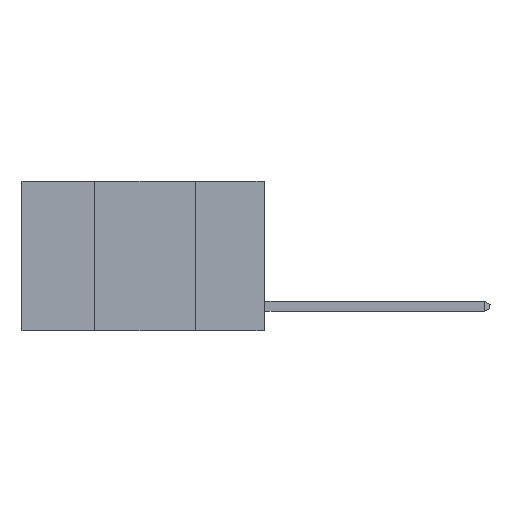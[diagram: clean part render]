
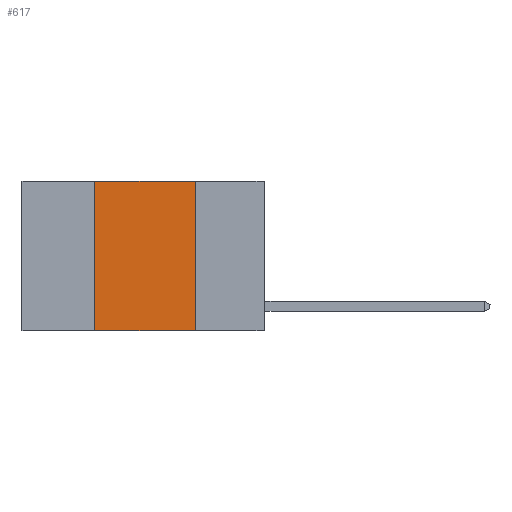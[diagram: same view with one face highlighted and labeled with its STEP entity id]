
A CAD part, left-side view. The second image highlights one B-rep face of the part: STEP entity #617.
In plain terms, the highlighted planar face has unit normal (-1, 0, 0).
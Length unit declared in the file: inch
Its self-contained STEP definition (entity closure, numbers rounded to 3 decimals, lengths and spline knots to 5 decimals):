
#86 = EDGE_CURVE ( 'NONE', #14809, #5594, #11506, .T. ) ;
#617 = ADVANCED_FACE ( 'NONE', ( #13870 ), #13051, .F. ) ;
#847 = ORIENTED_EDGE ( 'NONE', *, *, #2600, .F. ) ;
#962 = ORIENTED_EDGE ( 'NONE', *, *, #11834, .F. ) ;
#1933 = CARTESIAN_POINT ( 'NONE',  ( 0., 0.17, -0.37 ) ) ;
#2020 = VECTOR ( 'NONE', #4469, 39.37008 ) ;
#2600 = EDGE_CURVE ( 'NONE', #11338, #5594, #15101, .T. ) ;
#2870 = ORIENTED_EDGE ( 'NONE', *, *, #86, .T. ) ;
#3195 = DIRECTION ( 'NONE',  ( 0., -1., 0. ) ) ;
#3771 = CARTESIAN_POINT ( 'NONE',  ( 0., 0.42, 0. ) ) ;
#3833 = AXIS2_PLACEMENT_3D ( 'NONE', #12483, #13073, #14395 ) ;
#4089 = CARTESIAN_POINT ( 'NONE',  ( 0., 0.17, 0. ) ) ;
#4109 = CARTESIAN_POINT ( 'NONE',  ( 0., 0.42, 0. ) ) ;
#4469 = DIRECTION ( 'NONE',  ( 0., 0., -1. ) ) ;
#5106 = CARTESIAN_POINT ( 'NONE',  ( 0., 0.42, -0.37 ) ) ;
#5343 = DIRECTION ( 'NONE',  ( 0., 0., 1. ) ) ;
#5594 = VERTEX_POINT ( 'NONE', #1933 ) ;
#5777 = ORIENTED_EDGE ( 'NONE', *, *, #11973, .F. ) ;
#7109 = VECTOR ( 'NONE', #3195, 39.37008 ) ;
#7677 = EDGE_LOOP ( 'NONE', ( #847, #5777, #962, #2870 ) ) ;
#8169 = CARTESIAN_POINT ( 'NONE',  ( 0., 0.17, 0. ) ) ;
#8394 = VECTOR ( 'NONE', #12885, 39.37008 ) ;
#11338 = VERTEX_POINT ( 'NONE', #8169 ) ;
#11506 = LINE ( 'NONE', #13137, #8394 ) ;
#11582 = CARTESIAN_POINT ( 'NONE',  ( 0., 0.6, 0. ) ) ;
#11834 = EDGE_CURVE ( 'NONE', #14809, #14700, #12115, .T. ) ;
#11973 = EDGE_CURVE ( 'NONE', #14700, #11338, #13015, .T. ) ;
#12115 = LINE ( 'NONE', #4109, #14856 ) ;
#12483 = CARTESIAN_POINT ( 'NONE',  ( 0., 0.6, 0. ) ) ;
#12885 = DIRECTION ( 'NONE',  ( 0., -1., 0. ) ) ;
#13015 = LINE ( 'NONE', #11582, #7109 ) ;
#13051 = PLANE ( 'NONE',  #3833 ) ;
#13073 = DIRECTION ( 'NONE',  ( 1., 0., 0. ) ) ;
#13137 = CARTESIAN_POINT ( 'NONE',  ( 0., 0.6, -0.37 ) ) ;
#13870 = FACE_OUTER_BOUND ( 'NONE', #7677, .T. ) ;
#14395 = DIRECTION ( 'NONE',  ( 0., 0., -1. ) ) ;
#14700 = VERTEX_POINT ( 'NONE', #3771 ) ;
#14809 = VERTEX_POINT ( 'NONE', #5106 ) ;
#14856 = VECTOR ( 'NONE', #5343, 39.37008 ) ;
#15101 = LINE ( 'NONE', #4089, #2020 ) ;
